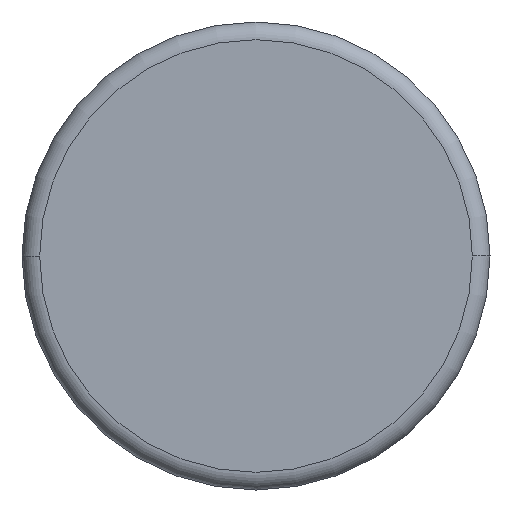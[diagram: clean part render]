
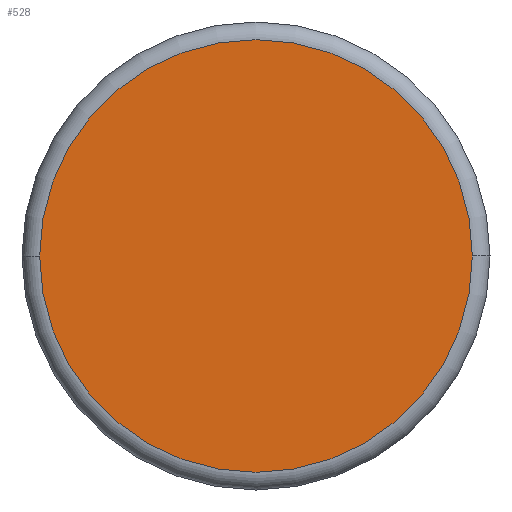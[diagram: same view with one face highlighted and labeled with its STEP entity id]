
A CAD part, left-side view. The second image highlights one B-rep face of the part: STEP entity #528.
In plain terms, the highlighted planar face has unit normal (-1, 0, 0).
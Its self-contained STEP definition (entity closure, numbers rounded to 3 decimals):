
#3 = CARTESIAN_POINT ( 'NONE',  ( -10., 0., 0. ) ) ;
#8 = DIRECTION ( 'NONE',  ( -1., 0., 0. ) ) ;
#69 = CARTESIAN_POINT ( 'NONE',  ( -10., 5.1, 0. ) ) ;
#77 = CIRCLE ( 'NONE', #354, 2.45 ) ;
#80 = FACE_OUTER_BOUND ( 'NONE', #82, .T. ) ;
#82 = EDGE_LOOP ( 'NONE', ( #328, #159 ) ) ;
#83 = DIRECTION ( 'NONE',  ( 1., 0., 0. ) ) ;
#90 = DIRECTION ( 'NONE',  ( -1., 0., 0. ) ) ;
#155 = EDGE_CURVE ( 'NONE', #246, #377, #173, .T. ) ;
#159 = ORIENTED_EDGE ( 'NONE', *, *, #155, .T. ) ;
#160 = DIRECTION ( 'NONE',  ( 0., 1., 0. ) ) ;
#173 = CIRCLE ( 'NONE', #289, 2.45 ) ;
#197 = CARTESIAN_POINT ( 'NONE',  ( -10., 2.65, 0. ) ) ;
#199 = PLANE ( 'NONE',  #430 ) ;
#246 = VERTEX_POINT ( 'NONE', #273 ) ;
#273 = CARTESIAN_POINT ( 'NONE',  ( -10., 0.2, 0. ) ) ;
#289 = AXIS2_PLACEMENT_3D ( 'NONE', #197, #90, #482 ) ;
#328 = ORIENTED_EDGE ( 'NONE', *, *, #495, .T. ) ;
#354 = AXIS2_PLACEMENT_3D ( 'NONE', #386, #8, #383 ) ;
#377 = VERTEX_POINT ( 'NONE', #69 ) ;
#383 = DIRECTION ( 'NONE',  ( 0., 1., 0. ) ) ;
#386 = CARTESIAN_POINT ( 'NONE',  ( -10., 2.65, 0. ) ) ;
#430 = AXIS2_PLACEMENT_3D ( 'NONE', #3, #83, #160 ) ;
#482 = DIRECTION ( 'NONE',  ( 0., 1., 0. ) ) ;
#495 = EDGE_CURVE ( 'NONE', #377, #246, #77, .T. ) ;
#528 = ADVANCED_FACE ( 'NONE', ( #80 ), #199, .F. ) ;
